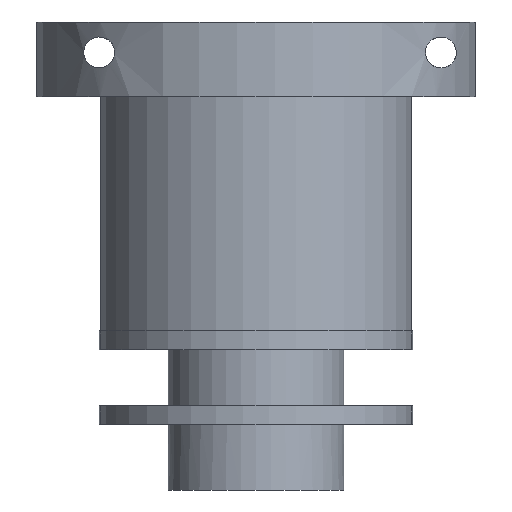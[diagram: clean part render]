
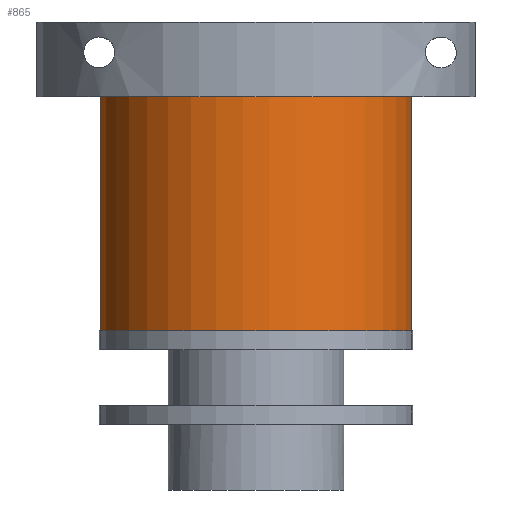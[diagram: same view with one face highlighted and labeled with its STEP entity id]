
A CAD part, left-side view. The second image highlights one B-rep face of the part: STEP entity #865.
In plain terms, the highlighted cylindrical face has radius 16.75 mm (diameter 33.5 mm), a partial arc.
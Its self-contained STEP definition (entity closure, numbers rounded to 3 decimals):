
#600 = CYLINDRICAL_SURFACE('',#601,16.75);
#601 = AXIS2_PLACEMENT_3D('',#602,#603,#604);
#602 = CARTESIAN_POINT('',(0.,0.,10.));
#603 = DIRECTION('',(-0.,-0.,-1.));
#604 = DIRECTION('',(1.,0.,0.));
#670 = VERTEX_POINT('',#671);
#671 = CARTESIAN_POINT('',(-2.,16.63,20.));
#724 = EDGE_CURVE('',#670,#725,#727,.T.);
#725 = VERTEX_POINT('',#726);
#726 = CARTESIAN_POINT('',(-2.,-16.63,20.));
#727 = SURFACE_CURVE('',#728,(#733,#740),.PCURVE_S1.);
#728 = CIRCLE('',#729,16.75);
#729 = AXIS2_PLACEMENT_3D('',#730,#731,#732);
#730 = CARTESIAN_POINT('',(0.,0.,20.));
#731 = DIRECTION('',(0.,0.,1.));
#732 = DIRECTION('',(1.,0.,0.));
#733 = PCURVE('',#600,#734);
#734 = DEFINITIONAL_REPRESENTATION('',(#735),#739);
#735 = LINE('',#736,#737);
#736 = CARTESIAN_POINT('',(-0.,-10.));
#737 = VECTOR('',#738,1.);
#738 = DIRECTION('',(-1.,0.));
#739 = ( GEOMETRIC_REPRESENTATION_CONTEXT(2) 
PARAMETRIC_REPRESENTATION_CONTEXT() REPRESENTATION_CONTEXT('2D SPACE',''
  ) );
#740 = PCURVE('',#741,#746);
#741 = CYLINDRICAL_SURFACE('',#742,16.75);
#742 = AXIS2_PLACEMENT_3D('',#743,#744,#745);
#743 = CARTESIAN_POINT('',(0.,0.,10.));
#744 = DIRECTION('',(-0.,-0.,-1.));
#745 = DIRECTION('',(1.,0.,0.));
#746 = DEFINITIONAL_REPRESENTATION('',(#747),#751);
#747 = LINE('',#748,#749);
#748 = CARTESIAN_POINT('',(-0.,-10.));
#749 = VECTOR('',#750,1.);
#750 = DIRECTION('',(-1.,0.));
#751 = ( GEOMETRIC_REPRESENTATION_CONTEXT(2) 
PARAMETRIC_REPRESENTATION_CONTEXT() REPRESENTATION_CONTEXT('2D SPACE',''
  ) );
#820 = PLANE('',#821);
#821 = AXIS2_PLACEMENT_3D('',#822,#823,#824);
#822 = CARTESIAN_POINT('',(-2.,-25.,0.));
#823 = DIRECTION('',(1.,0.,0.));
#824 = DIRECTION('',(0.,0.,1.));
#865 = ADVANCED_FACE('',(#866),#741,.T.);
#866 = FACE_BOUND('',#867,.F.);
#867 = EDGE_LOOP('',(#868,#869,#890,#923));
#868 = ORIENTED_EDGE('',*,*,#724,.F.);
#869 = ORIENTED_EDGE('',*,*,#870,.F.);
#870 = EDGE_CURVE('',#871,#670,#873,.T.);
#871 = VERTEX_POINT('',#872);
#872 = CARTESIAN_POINT('',(-2.,16.63,45.));
#873 = SURFACE_CURVE('',#874,(#878,#884),.PCURVE_S1.);
#874 = LINE('',#875,#876);
#875 = CARTESIAN_POINT('',(-2.,16.63,10.));
#876 = VECTOR('',#877,1.);
#877 = DIRECTION('',(-0.,-0.,-1.));
#878 = PCURVE('',#741,#879);
#879 = DEFINITIONAL_REPRESENTATION('',(#880),#883);
#880 = B_SPLINE_CURVE_WITH_KNOTS('',1,(#881,#882),.UNSPECIFIED.,.F.,.F.,
  (2,2),(-35.,0.),.PIECEWISE_BEZIER_KNOTS.);
#881 = CARTESIAN_POINT('',(-1.69,-35.));
#882 = CARTESIAN_POINT('',(-1.69,0.));
#883 = ( GEOMETRIC_REPRESENTATION_CONTEXT(2) 
PARAMETRIC_REPRESENTATION_CONTEXT() REPRESENTATION_CONTEXT('2D SPACE',''
  ) );
#884 = PCURVE('',#820,#885);
#885 = DEFINITIONAL_REPRESENTATION('',(#886),#889);
#886 = B_SPLINE_CURVE_WITH_KNOTS('',1,(#887,#888),.UNSPECIFIED.,.F.,.F.,
  (2,2),(-35.,0.),.PIECEWISE_BEZIER_KNOTS.);
#887 = CARTESIAN_POINT('',(45.,-41.63));
#888 = CARTESIAN_POINT('',(10.,-41.63));
#889 = ( GEOMETRIC_REPRESENTATION_CONTEXT(2) 
PARAMETRIC_REPRESENTATION_CONTEXT() REPRESENTATION_CONTEXT('2D SPACE',''
  ) );
#890 = ORIENTED_EDGE('',*,*,#891,.F.);
#891 = EDGE_CURVE('',#892,#871,#894,.T.);
#892 = VERTEX_POINT('',#893);
#893 = CARTESIAN_POINT('',(-2.,-16.63,45.));
#894 = SURFACE_CURVE('',#895,(#900,#907),.PCURVE_S1.);
#895 = CIRCLE('',#896,16.75);
#896 = AXIS2_PLACEMENT_3D('',#897,#898,#899);
#897 = CARTESIAN_POINT('',(0.,0.,45.));
#898 = DIRECTION('',(0.,0.,-1.));
#899 = DIRECTION('',(1.,0.,0.));
#900 = PCURVE('',#741,#901);
#901 = DEFINITIONAL_REPRESENTATION('',(#902),#906);
#902 = LINE('',#903,#904);
#903 = CARTESIAN_POINT('',(-6.283,-35.));
#904 = VECTOR('',#905,1.);
#905 = DIRECTION('',(1.,-0.));
#906 = ( GEOMETRIC_REPRESENTATION_CONTEXT(2) 
PARAMETRIC_REPRESENTATION_CONTEXT() REPRESENTATION_CONTEXT('2D SPACE',''
  ) );
#907 = PCURVE('',#908,#913);
#908 = PLANE('',#909);
#909 = AXIS2_PLACEMENT_3D('',#910,#911,#912);
#910 = CARTESIAN_POINT('',(0.,0.,45.));
#911 = DIRECTION('',(0.,0.,1.));
#912 = DIRECTION('',(1.,0.,0.));
#913 = DEFINITIONAL_REPRESENTATION('',(#914),#922);
#914 = ( BOUNDED_CURVE() B_SPLINE_CURVE(2,(#915,#916,#917,#918,#919,#920
,#921),.UNSPECIFIED.,.T.,.F.) B_SPLINE_CURVE_WITH_KNOTS((1,2,2,2,2,1),(
    -2.094,0.,2.094,4.189,6.283,
8.378),.UNSPECIFIED.) CURVE() GEOMETRIC_REPRESENTATION_ITEM() 
RATIONAL_B_SPLINE_CURVE((1.,0.5,1.,0.5,1.,0.5,1.)) REPRESENTATION_ITEM(
  '') );
#915 = CARTESIAN_POINT('',(16.75,0.));
#916 = CARTESIAN_POINT('',(16.75,-29.012));
#917 = CARTESIAN_POINT('',(-8.375,-14.506));
#918 = CARTESIAN_POINT('',(-33.5,0.));
#919 = CARTESIAN_POINT('',(-8.375,14.506));
#920 = CARTESIAN_POINT('',(16.75,29.012));
#921 = CARTESIAN_POINT('',(16.75,0.));
#922 = ( GEOMETRIC_REPRESENTATION_CONTEXT(2) 
PARAMETRIC_REPRESENTATION_CONTEXT() REPRESENTATION_CONTEXT('2D SPACE',''
  ) );
#923 = ORIENTED_EDGE('',*,*,#924,.T.);
#924 = EDGE_CURVE('',#892,#725,#925,.T.);
#925 = SURFACE_CURVE('',#926,(#930,#936),.PCURVE_S1.);
#926 = LINE('',#927,#928);
#927 = CARTESIAN_POINT('',(-2.,-16.63,10.));
#928 = VECTOR('',#929,1.);
#929 = DIRECTION('',(-0.,-0.,-1.));
#930 = PCURVE('',#741,#931);
#931 = DEFINITIONAL_REPRESENTATION('',(#932),#935);
#932 = B_SPLINE_CURVE_WITH_KNOTS('',1,(#933,#934),.UNSPECIFIED.,.F.,.F.,
  (2,2),(-35.,0.),.PIECEWISE_BEZIER_KNOTS.);
#933 = CARTESIAN_POINT('',(-4.593,-35.));
#934 = CARTESIAN_POINT('',(-4.593,0.));
#935 = ( GEOMETRIC_REPRESENTATION_CONTEXT(2) 
PARAMETRIC_REPRESENTATION_CONTEXT() REPRESENTATION_CONTEXT('2D SPACE',''
  ) );
#936 = PCURVE('',#820,#937);
#937 = DEFINITIONAL_REPRESENTATION('',(#938),#941);
#938 = B_SPLINE_CURVE_WITH_KNOTS('',1,(#939,#940),.UNSPECIFIED.,.F.,.F.,
  (2,2),(-35.,0.),.PIECEWISE_BEZIER_KNOTS.);
#939 = CARTESIAN_POINT('',(45.,-8.37));
#940 = CARTESIAN_POINT('',(10.,-8.37));
#941 = ( GEOMETRIC_REPRESENTATION_CONTEXT(2) 
PARAMETRIC_REPRESENTATION_CONTEXT() REPRESENTATION_CONTEXT('2D SPACE',''
  ) );
